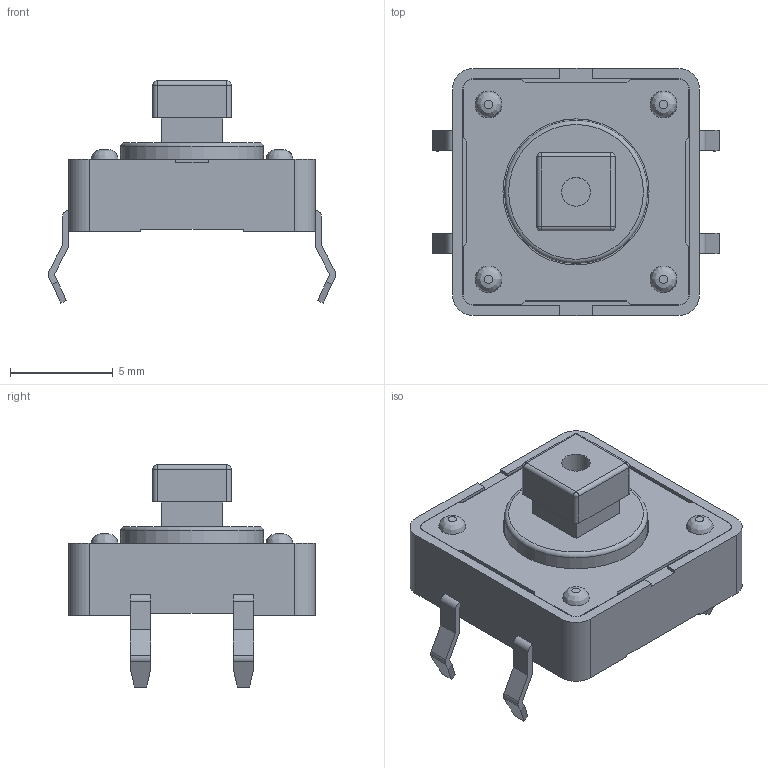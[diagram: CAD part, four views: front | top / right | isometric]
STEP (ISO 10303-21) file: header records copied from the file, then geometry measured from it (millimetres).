
FILE_DESCRIPTION( ( 'Unknown' ), '1' );
FILE_NAME( '4304x60739x6.stp', 'Unknown', ( 'Unknown' ), ( 'Unknown' ), 'PSStep 13.0', 'Unknown', ' ' );
FILE_SCHEMA( ( 'AUTOMOTIVE_DESIGN { 1 0 10303 214 1 1 1 1 }' ) );
Length unit declared in the file: millimetre
Products named in the file (5): Assem1; frame; cover; pins
Bounding box: 13.98 x 12 x 10.79 mm (x, y, z)
Volume: 1133.4 mm3; surface area: 1632 mm2
Topology: 8 solids, 8 shells, 368 faces, 976 edges, 640 vertices
Faces by surface type: plane 232, cylinder 118, bspline 8, sphere 8, torus 2
Full cylindrical faces by diameter (mm): 1 x16, 1.4 x2, 6.95 x2, 7.1 x2
Entity records: 7196 total; most frequent: CARTESIAN_POINT 1075, DIRECTION 960, ORIENTED_EDGE 926, EDGE_CURVE 463, LINE 336, VECTOR 336, VERTEX_POINT 315, AXIS2_PLACEMENT_3D 312
